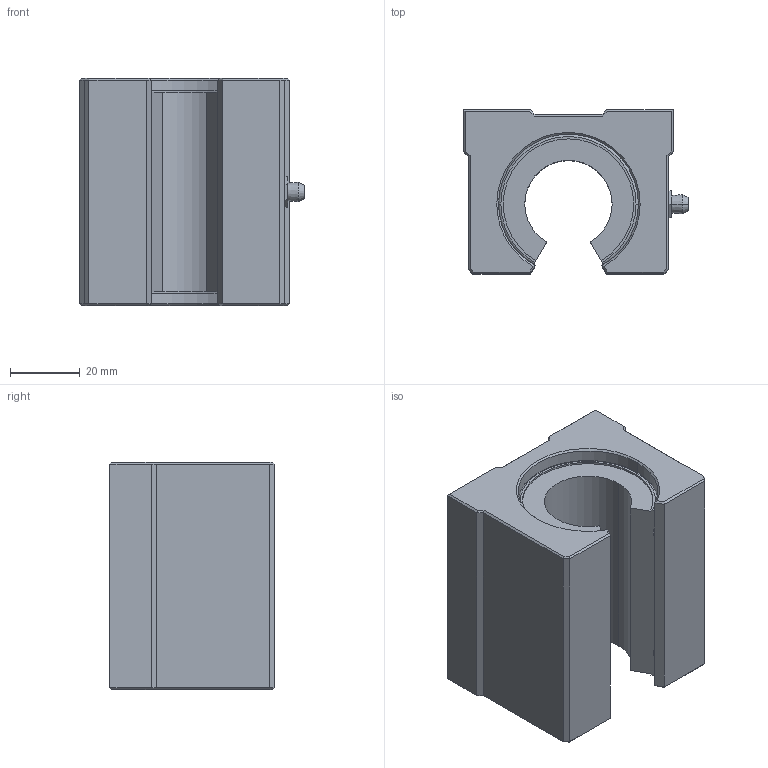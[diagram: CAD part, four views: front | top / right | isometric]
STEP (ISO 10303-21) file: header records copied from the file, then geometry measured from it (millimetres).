
FILE_DESCRIPTION (( 'STEP AP214' ), '1' );
FILE_NAME ('KBA25UUOP-Rollco.step', '2024-02-16T10:29:25', ( '' ), ( '' ), 'SwSTEP 2.0', 'SolidWorks 2010', '' );
FILE_SCHEMA (( 'AUTOMOTIVE_DESIGN' ));
Length unit declared in the file: millimetre
Products named in the file (4): Linear-Ball-Bearing-Unit-KBA-GUUOP(Bearing-Unit-KBA25GUUOP-Rollco); Linear-Ball-Bearing-LME-UUOP-Rollco(Bearing-LME25UUOP-Rollco); Lubrication-Nipple-Rollco; KBA25UUOP-Rollco
Assembly tree (3 placements, depth 2):
  KBA25UUOP-Rollco
    Linear-Ball-Bearing-Unit-KBA-GUUOP(Bearing-Unit-KBA25GUUOP-Rollco)
    Linear-Ball-Bearing-LME-UUOP-Rollco(Bearing-LME25UUOP-Rollco)
    Lubrication-Nipple-Rollco
Bounding box: 64.31 x 47 x 65 mm (x, y, z)
Volume: 127267.5 mm3; surface area: 35815.3 mm2
Topology: 3 solids, 3 shells, 142 faces, 345 edges, 207 vertices
Faces by surface type: plane 73, cylinder 41, cone 20, torus 6, sphere 2
Entity records: 4273 total; most frequent: CARTESIAN_POINT 770, DIRECTION 739, ORIENTED_EDGE 674, EDGE_CURVE 337, AXIS2_PLACEMENT_3D 260, VECTOR 219, LINE 219, VERTEX_POINT 207
